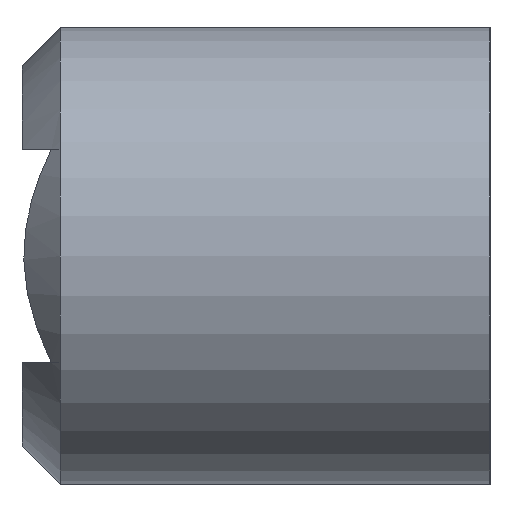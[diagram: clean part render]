
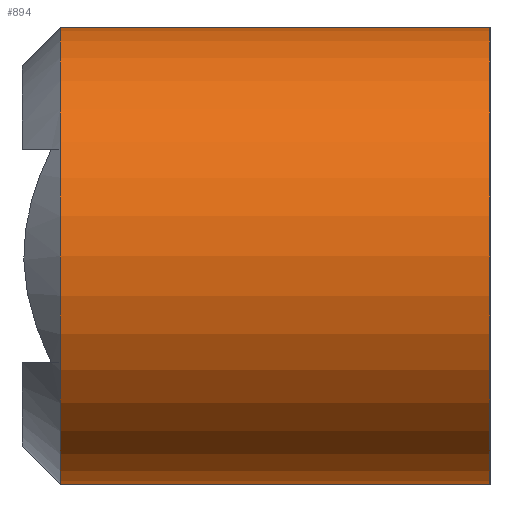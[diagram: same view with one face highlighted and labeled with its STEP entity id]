
A CAD part, left-side view. The second image highlights one B-rep face of the part: STEP entity #894.
In plain terms, the highlighted cylindrical face has radius 22 mm (diameter 44 mm), a partial arc.
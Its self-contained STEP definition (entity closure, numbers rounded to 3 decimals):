
#32 = VERTEX_POINT ( 'NONE', #1419 ) ;
#74 = EDGE_CURVE ( 'NONE', #1678, #32, #474, .T. ) ;
#77 = DIRECTION ( 'NONE',  ( 0., -1., 0. ) ) ;
#143 = VERTEX_POINT ( 'NONE', #1743 ) ;
#245 = CARTESIAN_POINT ( 'NONE',  ( 0., 41.33, 0. ) ) ;
#254 = DIRECTION ( 'NONE',  ( 0., 1., 0. ) ) ;
#288 = DIRECTION ( 'NONE',  ( 0., -1., 0. ) ) ;
#306 = EDGE_CURVE ( 'NONE', #1370, #143, #582, .T. ) ;
#313 = ORIENTED_EDGE ( 'NONE', *, *, #1278, .T. ) ;
#319 = DIRECTION ( 'NONE',  ( 0., -1., 0. ) ) ;
#382 = AXIS2_PLACEMENT_3D ( 'NONE', #686, #254, #516 ) ;
#417 = AXIS2_PLACEMENT_3D ( 'NONE', #494, #1587, #642 ) ;
#474 = LINE ( 'NONE', #747, #504 ) ;
#494 = CARTESIAN_POINT ( 'NONE',  ( 0., 30., -22. ) ) ;
#504 = VECTOR ( 'NONE', #319, 1000. ) ;
#516 = DIRECTION ( 'NONE',  ( 0., 0., -1. ) ) ;
#582 = LINE ( 'NONE', #1132, #973 ) ;
#613 = CARTESIAN_POINT ( 'NONE',  ( 0., 41.33, -44. ) ) ;
#642 = DIRECTION ( 'NONE',  ( 0., 0., -1. ) ) ;
#686 = CARTESIAN_POINT ( 'NONE',  ( 0., 0., -22. ) ) ;
#747 = CARTESIAN_POINT ( 'NONE',  ( 0., 30., -44. ) ) ;
#758 = FACE_OUTER_BOUND ( 'NONE', #1012, .T. ) ;
#891 = CARTESIAN_POINT ( 'NONE',  ( 0., 41.33, -22. ) ) ;
#894 = ADVANCED_FACE ( 'NONE', ( #758 ), #1310, .T. ) ;
#973 = VECTOR ( 'NONE', #288, 1000. ) ;
#1012 = EDGE_LOOP ( 'NONE', ( #1545, #313, #1338, #1392 ) ) ;
#1132 = CARTESIAN_POINT ( 'NONE',  ( 0., 30., 0. ) ) ;
#1278 = EDGE_CURVE ( 'NONE', #1370, #1678, #1673, .T. ) ;
#1310 = CYLINDRICAL_SURFACE ( 'NONE', #417, 22. ) ;
#1338 = ORIENTED_EDGE ( 'NONE', *, *, #74, .T. ) ;
#1354 = EDGE_CURVE ( 'NONE', #32, #143, #1448, .T. ) ;
#1370 = VERTEX_POINT ( 'NONE', #245 ) ;
#1392 = ORIENTED_EDGE ( 'NONE', *, *, #1354, .T. ) ;
#1419 = CARTESIAN_POINT ( 'NONE',  ( 0., 0., -44. ) ) ;
#1437 = DIRECTION ( 'NONE',  ( 0., 0., 1. ) ) ;
#1448 = CIRCLE ( 'NONE', #382, 22. ) ;
#1545 = ORIENTED_EDGE ( 'NONE', *, *, #306, .F. ) ;
#1587 = DIRECTION ( 'NONE',  ( 0., -1., 0. ) ) ;
#1673 = CIRCLE ( 'NONE', #1706, 22. ) ;
#1678 = VERTEX_POINT ( 'NONE', #613 ) ;
#1706 = AXIS2_PLACEMENT_3D ( 'NONE', #891, #77, #1437 ) ;
#1743 = CARTESIAN_POINT ( 'NONE',  ( 0., 0., 0. ) ) ;
